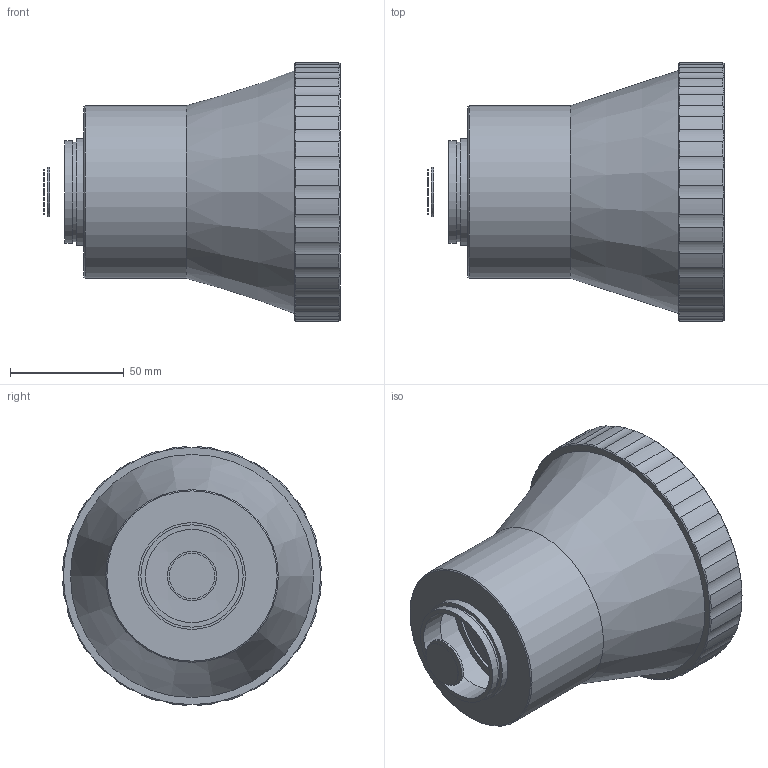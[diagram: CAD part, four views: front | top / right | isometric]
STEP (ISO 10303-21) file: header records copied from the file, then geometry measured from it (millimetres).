
FILE_DESCRIPTION (( 'STEP AP203' ), '1' );
FILE_NAME ('LA-0064-A-3100F1消热差镜头外形图-20220316.STEP', '2023-11-06T08:26:30', ( 'Windows User' ), ( 'P R C' ), 'SwSTEP 2.0', 'SolidWorks 2020', '' );
FILE_SCHEMA (( 'CONFIG_CONTROL_DESIGN' ));
Length unit declared in the file: millimetre
Products named in the file (1): LA-0064-A-3100F1消热差镜头外形图-20220316
Bounding box: 130.34 x 113.85 x 113.85 mm (x, y, z)
Volume: 542492.9 mm3; surface area: 69091.7 mm2
Topology: 3 solids, 3 shells, 146 faces, 328 edges, 199 vertices
Faces by surface type: cylinder 69, cone 60, plane 15, bspline 2
Full cylindrical faces by diameter (mm): 20.052 x1, 21.694 x1, 41 x1, 43.8 x1, 45 x1, 47 x1, 64.4 x1, 71 x1, 76 x1, 100.2 x1, 106.25 x1, 108.25 x1, 109.45 x1
Entity records: 4379 total; most frequent: CARTESIAN_POINT 1245, DIRECTION 630, ORIENTED_EDGE 620, EDGE_CURVE 310, AXIS2_PLACEMENT_3D 287, VERTEX_POINT 198, EDGE_LOOP 174, FACE_OUTER_BOUND 159
